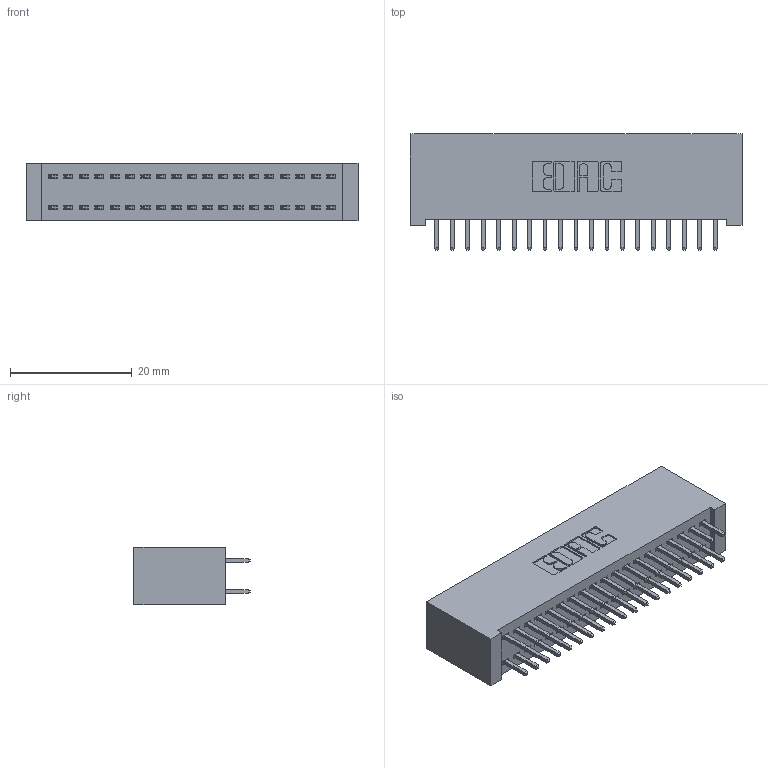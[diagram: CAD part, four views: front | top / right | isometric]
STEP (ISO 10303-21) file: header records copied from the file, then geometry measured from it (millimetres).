
FILE_DESCRIPTION (( 'STEP AP203' ), '1' );
FILE_NAME ('342-038-521-201.STEP', '2018-08-11T21:53:38', ( '' ), ( '' ), 'SwSTEP 2.0', 'SolidWorks 2016', '' );
FILE_SCHEMA (( 'CONFIG_CONTROL_DESIGN' ));
Length unit declared in the file: inch
Products named in the file (3): 342 Part_Lugless; 345-292-001_345-293-121; 342-038-521-201
Assembly tree (39 placements, depth 2):
  342-038-521-201
    342 Part_Lugless
    345-292-001_345-293-121  x38
Bounding box: 54.51 x 19.06 x 9.4 mm (x, y, z)
Volume: 5212.7 mm3; surface area: 8259.5 mm2
Topology: 39 solids, 39 shells, 2078 faces, 6165 edges, 4058 vertices
Faces by surface type: plane 1430, cylinder 648
Entity records: 14807 total; most frequent: CARTESIAN_POINT 2478, ORIENTED_EDGE 2414, DIRECTION 2151, EDGE_CURVE 1207, LINE 1087, VECTOR 1087, VERTEX_POINT 802, AXIS2_PLACEMENT_3D 532
